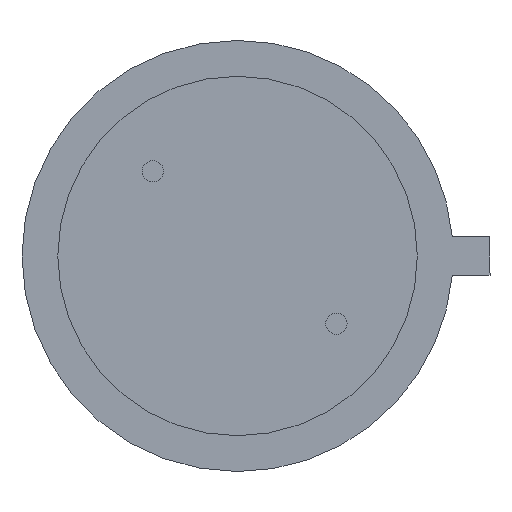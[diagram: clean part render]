
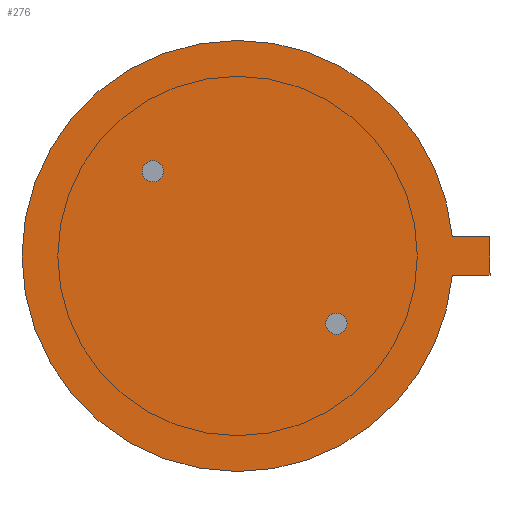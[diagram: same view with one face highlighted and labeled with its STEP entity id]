
A CAD part, front view. The second image highlights one B-rep face of the part: STEP entity #276.
In plain terms, the highlighted planar face has unit normal (0, -1, 0).
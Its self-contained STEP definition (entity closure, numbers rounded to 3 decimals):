
#49 = VERTEX_POINT ( 'NONE', #479 ) ;
#62 = EDGE_CURVE ( 'NONE', #73, #82, #589, .T. ) ;
#64 = EDGE_CURVE ( 'NONE', #49, #75, #592, .T. ) ;
#73 = VERTEX_POINT ( 'NONE', #607 ) ;
#75 = VERTEX_POINT ( 'NONE', #602 ) ;
#82 = VERTEX_POINT ( 'NONE', #661 ) ;
#218 = VERTEX_POINT ( 'NONE', #963 ) ;
#241 = VERTEX_POINT ( 'NONE', #986 ) ;
#242 = EDGE_CURVE ( 'NONE', #218, #259, #1034, .T. ) ;
#254 = VERTEX_POINT ( 'NONE', #1050 ) ;
#255 = EDGE_CURVE ( 'NONE', #254, #218, #1046, .T. ) ;
#259 = VERTEX_POINT ( 'NONE', #1088 ) ;
#265 = EDGE_LOOP ( 'NONE', ( #331, #268 ) ) ;
#268 = ORIENTED_EDGE ( 'NONE', *, *, #62, .F. ) ;
#269 = EDGE_CURVE ( 'NONE', #82, #73, #1087, .T. ) ;
#271 = VERTEX_POINT ( 'NONE', #1089 ) ;
#274 = EDGE_CURVE ( 'NONE', #75, #49, #1073, .T. ) ;
#275 = ORIENTED_EDGE ( 'NONE', *, *, #287, .F. ) ;
#276 = ADVANCED_FACE ( 'NONE', ( #1079, #1066, #1065 ), #1074, .F. ) ;
#277 = ORIENTED_EDGE ( 'NONE', *, *, #282, .T. ) ;
#278 = ORIENTED_EDGE ( 'NONE', *, *, #255, .T. ) ;
#279 = ORIENTED_EDGE ( 'NONE', *, *, #242, .T. ) ;
#280 = EDGE_LOOP ( 'NONE', ( #278, #279, #277, #275, #294, #327 ) ) ;
#282 = EDGE_CURVE ( 'NONE', #259, #285, #1064, .T. ) ;
#283 = EDGE_LOOP ( 'NONE', ( #284, #286 ) ) ;
#284 = ORIENTED_EDGE ( 'NONE', *, *, #274, .F. ) ;
#285 = VERTEX_POINT ( 'NONE', #1145 ) ;
#286 = ORIENTED_EDGE ( 'NONE', *, *, #64, .F. ) ;
#287 = EDGE_CURVE ( 'NONE', #241, #285, #1144, .T. ) ;
#291 = EDGE_CURVE ( 'NONE', #241, #271, #1126, .T. ) ;
#294 = ORIENTED_EDGE ( 'NONE', *, *, #291, .T. ) ;
#326 = EDGE_CURVE ( 'NONE', #271, #254, #1204, .T. ) ;
#327 = ORIENTED_EDGE ( 'NONE', *, *, #326, .T. ) ;
#331 = ORIENTED_EDGE ( 'NONE', *, *, #269, .F. ) ;
#479 = CARTESIAN_POINT ( 'NONE',  ( 2.096, 0., -1.66 ) ) ;
#573 = DIRECTION ( 'NONE',  ( 0., 0., 1. ) ) ;
#574 = DIRECTION ( 'NONE',  ( 0., -1., 0. ) ) ;
#582 = CARTESIAN_POINT ( 'NONE',  ( 2.096, 0., -1.435 ) ) ;
#584 = AXIS2_PLACEMENT_3D ( 'NONE', #582, #574, #573 ) ;
#585 = DIRECTION ( 'NONE',  ( 0., 0., 1. ) ) ;
#586 = DIRECTION ( 'NONE',  ( 0., -1., 0. ) ) ;
#587 = CARTESIAN_POINT ( 'NONE',  ( -1.796, 0., 1.796 ) ) ;
#588 = AXIS2_PLACEMENT_3D ( 'NONE', #587, #586, #585 ) ;
#589 = CIRCLE ( 'NONE', #588, 0.225 ) ;
#592 = CIRCLE ( 'NONE', #584, 0.225 ) ;
#602 = CARTESIAN_POINT ( 'NONE',  ( 2.096, 0., -1.21 ) ) ;
#607 = CARTESIAN_POINT ( 'NONE',  ( -1.796, 0., 1.571 ) ) ;
#661 = CARTESIAN_POINT ( 'NONE',  ( -1.796, 0., 2.021 ) ) ;
#963 = CARTESIAN_POINT ( 'NONE',  ( 0., 0., 4.57 ) ) ;
#986 = CARTESIAN_POINT ( 'NONE',  ( 5.352, 0., -0.405 ) ) ;
#1030 = DIRECTION ( 'NONE',  ( 0., 0., -1. ) ) ;
#1031 = DIRECTION ( 'NONE',  ( 0., -1., 0. ) ) ;
#1032 = CARTESIAN_POINT ( 'NONE',  ( 0., 0., 0. ) ) ;
#1033 = AXIS2_PLACEMENT_3D ( 'NONE', #1032, #1031, #1030 ) ;
#1034 = CIRCLE ( 'NONE', #1033, 4.57 ) ;
#1042 = DIRECTION ( 'NONE',  ( 0., 0., -1. ) ) ;
#1043 = DIRECTION ( 'NONE',  ( 0., -1., 0. ) ) ;
#1044 = CARTESIAN_POINT ( 'NONE',  ( 0., 0., 0. ) ) ;
#1045 = AXIS2_PLACEMENT_3D ( 'NONE', #1044, #1043, #1042 ) ;
#1046 = CIRCLE ( 'NONE', #1045, 4.57 ) ;
#1050 = CARTESIAN_POINT ( 'NONE',  ( 4.552, 0., 0.405 ) ) ;
#1064 = CIRCLE ( 'NONE', #1101, 4.57 ) ;
#1065 = FACE_BOUND ( 'NONE', #265, .T. ) ;
#1066 = FACE_OUTER_BOUND ( 'NONE', #280, .T. ) ;
#1073 = CIRCLE ( 'NONE', #1120, 0.225 ) ;
#1074 = PLANE ( 'NONE',  #1078 ) ;
#1075 = DIRECTION ( 'NONE',  ( 0., 0., 1. ) ) ;
#1076 = DIRECTION ( 'NONE',  ( 0., -1., 0. ) ) ;
#1077 = CARTESIAN_POINT ( 'NONE',  ( -1.796, 0., 1.796 ) ) ;
#1078 = AXIS2_PLACEMENT_3D ( 'NONE', #1097, #1096, #1095 ) ;
#1079 = FACE_BOUND ( 'NONE', #283, .T. ) ;
#1086 = AXIS2_PLACEMENT_3D ( 'NONE', #1077, #1076, #1075 ) ;
#1087 = CIRCLE ( 'NONE', #1086, 0.225 ) ;
#1088 = CARTESIAN_POINT ( 'NONE',  ( 0., 0., -4.57 ) ) ;
#1089 = CARTESIAN_POINT ( 'NONE',  ( 5.352, 0., 0.405 ) ) ;
#1095 = DIRECTION ( 'NONE',  ( 0., 0., 1. ) ) ;
#1096 = DIRECTION ( 'NONE',  ( 0., 1., 0. ) ) ;
#1097 = CARTESIAN_POINT ( 'NONE',  ( 4.57, 0., 0. ) ) ;
#1100 = CARTESIAN_POINT ( 'NONE',  ( 0., 0., 0. ) ) ;
#1101 = AXIS2_PLACEMENT_3D ( 'NONE', #1100, #1142, #1141 ) ;
#1117 = DIRECTION ( 'NONE',  ( 0., 0., 1. ) ) ;
#1118 = DIRECTION ( 'NONE',  ( 0., -1., 0. ) ) ;
#1119 = CARTESIAN_POINT ( 'NONE',  ( 2.096, 0., -1.435 ) ) ;
#1120 = AXIS2_PLACEMENT_3D ( 'NONE', #1119, #1118, #1117 ) ;
#1123 = DIRECTION ( 'NONE',  ( 0., 0., 1. ) ) ;
#1124 = VECTOR ( 'NONE', #1123, 1000. ) ;
#1125 = CARTESIAN_POINT ( 'NONE',  ( 5.352, 0., 0. ) ) ;
#1126 = LINE ( 'NONE', #1125, #1124 ) ;
#1137 = DIRECTION ( 'NONE',  ( -1., 0., 0. ) ) ;
#1138 = VECTOR ( 'NONE', #1137, 1000. ) ;
#1140 = CARTESIAN_POINT ( 'NONE',  ( 0., 0., -0.405 ) ) ;
#1141 = DIRECTION ( 'NONE',  ( 0., 0., -1. ) ) ;
#1142 = DIRECTION ( 'NONE',  ( 0., -1., 0. ) ) ;
#1144 = LINE ( 'NONE', #1140, #1138 ) ;
#1145 = CARTESIAN_POINT ( 'NONE',  ( 4.552, 0., -0.405 ) ) ;
#1201 = DIRECTION ( 'NONE',  ( -1., 0., 0. ) ) ;
#1202 = VECTOR ( 'NONE', #1201, 1000. ) ;
#1203 = CARTESIAN_POINT ( 'NONE',  ( 0., 0., 0.405 ) ) ;
#1204 = LINE ( 'NONE', #1203, #1202 ) ;
